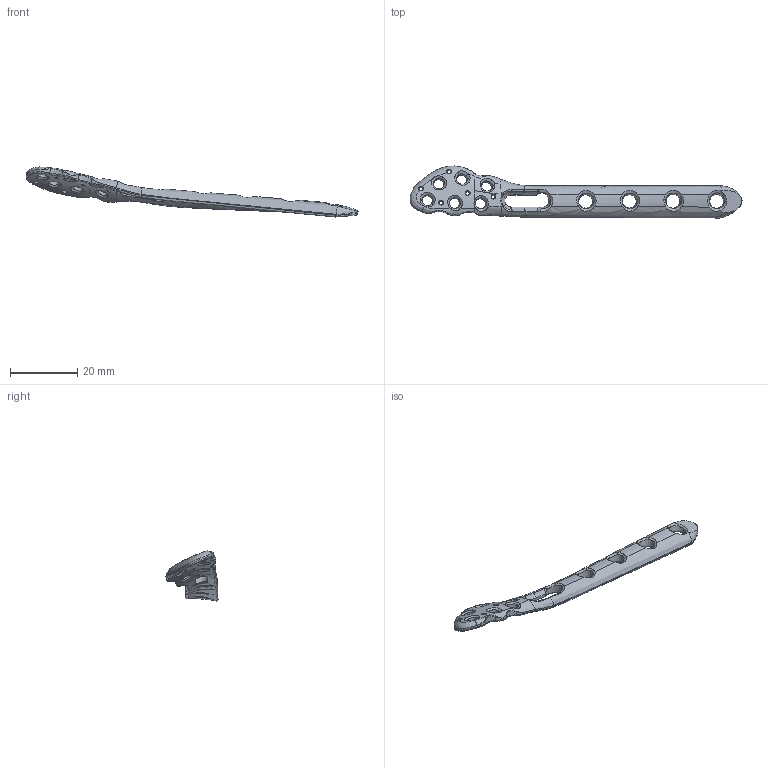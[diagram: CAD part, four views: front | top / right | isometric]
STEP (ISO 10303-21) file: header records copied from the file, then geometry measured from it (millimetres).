
FILE_DESCRIPTION((''),'2;1');
FILE_NAME('P02030105_A','2020-04-30T14:01:32',('user'),(''),'CREO PARAMETRIC BY PTC INC, 2019471','CREO PARAMETRIC BY PTC INC, 2019471','');
FILE_SCHEMA(('CONFIG_CONTROL_DESIGN'));
Length unit declared in the file: metre
Products named in the file (1): P02030105_A
Bounding box: 98.52 x 15.43 x 14.84 mm (x, y, z)
Volume: 1981.1 mm3; surface area: 2472.3 mm2
Topology: 1 solids, 1 shells, 234 faces, 581 edges, 336 vertices
Faces by surface type: bspline 180, cylinder 23, cone 21, plane 5, extrusion 5
Entity records: 17273 total; most frequent: CARTESIAN_POINT 13308, ORIENTED_EDGE 1162, EDGE_CURVE 581, B_SPLINE_CURVE_WITH_KNOTS 492, VERTEX_POINT 336, EDGE_LOOP 253, FACE_OUTER_BOUND 234, ADVANCED_FACE 234
